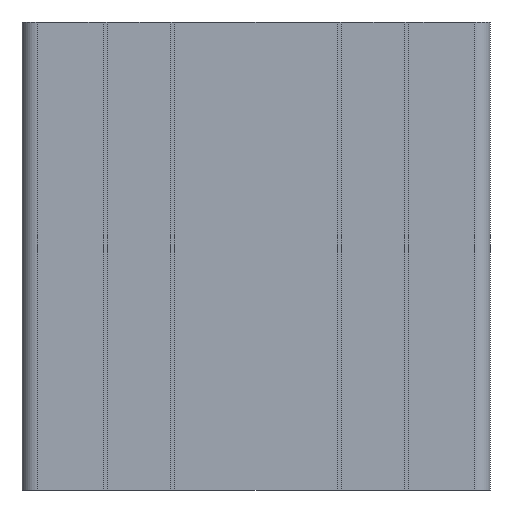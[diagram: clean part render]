
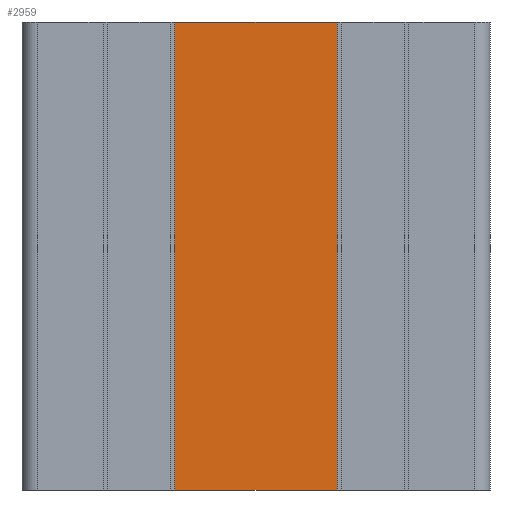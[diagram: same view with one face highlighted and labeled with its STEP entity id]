
A CAD part, front view. The second image highlights one B-rep face of the part: STEP entity #2959.
In plain terms, the highlighted planar face has unit normal (0, -1, 0).
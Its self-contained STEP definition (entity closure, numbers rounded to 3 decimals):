
#122=PLANE('',#3165);
#265=FACE_OUTER_BOUND('',#409,.T.);
#409=EDGE_LOOP('',(#2427,#2428,#2429,#2430));
#753=LINE('',#4644,#1135);
#754=LINE('',#4647,#1136);
#755=LINE('',#4649,#1137);
#756=LINE('',#4650,#1138);
#1135=VECTOR('',#3811,10.);
#1136=VECTOR('',#3814,10.);
#1137=VECTOR('',#3815,10.);
#1138=VECTOR('',#3816,10.);
#1489=VERTEX_POINT('',#4640);
#1490=VERTEX_POINT('',#4642);
#1491=VERTEX_POINT('',#4646);
#1492=VERTEX_POINT('',#4648);
#1887=EDGE_CURVE('',#1489,#1490,#753,.T.);
#1888=EDGE_CURVE('',#1491,#1489,#754,.T.);
#1889=EDGE_CURVE('',#1492,#1490,#755,.T.);
#1890=EDGE_CURVE('',#1491,#1492,#756,.T.);
#2427=ORIENTED_EDGE('',*,*,#1888,.T.);
#2428=ORIENTED_EDGE('',*,*,#1887,.T.);
#2429=ORIENTED_EDGE('',*,*,#1889,.F.);
#2430=ORIENTED_EDGE('',*,*,#1890,.F.);
#2959=ADVANCED_FACE('',(#265),#122,.T.);
#3165=AXIS2_PLACEMENT_3D('',#4645,#3812,#3813);
#3811=DIRECTION('',(0.,0.,1.));
#3812=DIRECTION('center_axis',(0.,-1.,0.));
#3813=DIRECTION('ref_axis',(1.,0.,0.));
#3814=DIRECTION('',(1.,0.,0.));
#3815=DIRECTION('',(1.,0.,0.));
#3816=DIRECTION('',(0.,0.,1.));
#4640=CARTESIAN_POINT('',(25.4,-15.,0.));
#4642=CARTESIAN_POINT('',(25.4,-15.,60.));
#4644=CARTESIAN_POINT('',(25.4,-15.,0.));
#4645=CARTESIAN_POINT('Origin',(4.6,-15.,0.));
#4646=CARTESIAN_POINT('',(4.6,-15.,0.));
#4647=CARTESIAN_POINT('',(4.6,-15.,0.));
#4648=CARTESIAN_POINT('',(4.6,-15.,60.));
#4649=CARTESIAN_POINT('',(4.6,-15.,60.));
#4650=CARTESIAN_POINT('',(4.6,-15.,0.));
